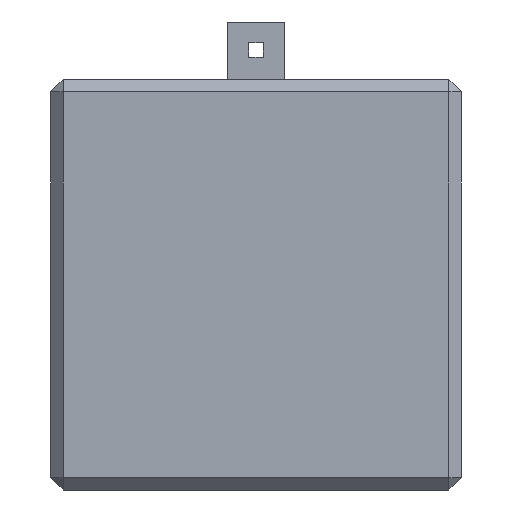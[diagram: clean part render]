
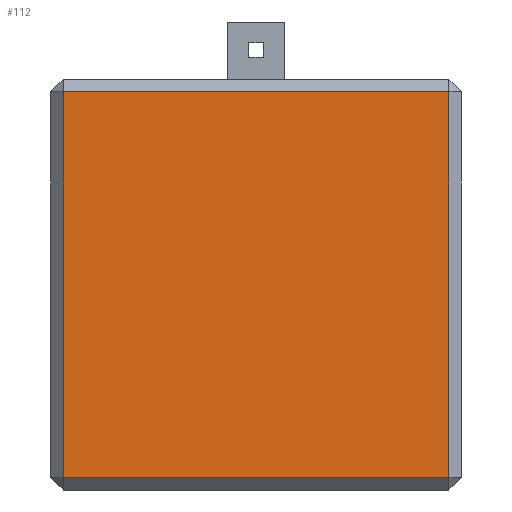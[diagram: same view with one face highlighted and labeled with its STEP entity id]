
A CAD part, left-side view. The second image highlights one B-rep face of the part: STEP entity #112.
In plain terms, the highlighted planar face has unit normal (-1, 0, 0).
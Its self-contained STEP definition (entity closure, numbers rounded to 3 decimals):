
#66 = DIRECTION ( 'NONE',  ( 0., 0., 1. ) ) ;
#80 = EDGE_CURVE ( 'NONE', #1381, #1329, #89, .T. ) ;
#86 = LINE ( 'NONE', #484, #1216 ) ;
#89 = LINE ( 'NONE', #465, #1746 ) ;
#112 = ADVANCED_FACE ( 'NONE', ( #1848 ), #1706, .F. ) ;
#118 = EDGE_LOOP ( 'NONE', ( #903, #2116, #1550, #1170 ) ) ;
#164 = CARTESIAN_POINT ( 'NONE',  ( 0., 1.5, 1.5 ) ) ;
#225 = DIRECTION ( 'NONE',  ( 0., 0., -1. ) ) ;
#382 = CARTESIAN_POINT ( 'NONE',  ( 0., 1.5, 48.5 ) ) ;
#465 = CARTESIAN_POINT ( 'NONE',  ( 0., 1.5, 50. ) ) ;
#484 = CARTESIAN_POINT ( 'NONE',  ( 0., 0., 48.5 ) ) ;
#626 = VERTEX_POINT ( 'NONE', #1395 ) ;
#634 = VERTEX_POINT ( 'NONE', #2093 ) ;
#827 = LINE ( 'NONE', #1475, #1716 ) ;
#903 = ORIENTED_EDGE ( 'NONE', *, *, #1709, .T. ) ;
#1139 = DIRECTION ( 'NONE',  ( 1., 0., 0. ) ) ;
#1170 = ORIENTED_EDGE ( 'NONE', *, *, #2239, .T. ) ;
#1216 = VECTOR ( 'NONE', #1551, 1000. ) ;
#1329 = VERTEX_POINT ( 'NONE', #382 ) ;
#1381 = VERTEX_POINT ( 'NONE', #164 ) ;
#1395 = CARTESIAN_POINT ( 'NONE',  ( 0., 48.5, 1.5 ) ) ;
#1452 = EDGE_CURVE ( 'NONE', #626, #1381, #2332, .T. ) ;
#1464 = DIRECTION ( 'NONE',  ( 0., 0., -1. ) ) ;
#1475 = CARTESIAN_POINT ( 'NONE',  ( 0., 48.5, 50. ) ) ;
#1550 = ORIENTED_EDGE ( 'NONE', *, *, #80, .T. ) ;
#1551 = DIRECTION ( 'NONE',  ( 0., 1., 0. ) ) ;
#1706 = PLANE ( 'NONE',  #2247 ) ;
#1709 = EDGE_CURVE ( 'NONE', #634, #626, #827, .T. ) ;
#1716 = VECTOR ( 'NONE', #1464, 1000. ) ;
#1746 = VECTOR ( 'NONE', #66, 1000. ) ;
#1848 = FACE_OUTER_BOUND ( 'NONE', #118, .T. ) ;
#1983 = DIRECTION ( 'NONE',  ( 0., -1., 0. ) ) ;
#2037 = CARTESIAN_POINT ( 'NONE',  ( 0., 0., 50. ) ) ;
#2093 = CARTESIAN_POINT ( 'NONE',  ( 0., 48.5, 48.5 ) ) ;
#2116 = ORIENTED_EDGE ( 'NONE', *, *, #1452, .T. ) ;
#2143 = CARTESIAN_POINT ( 'NONE',  ( 0., 0., 1.5 ) ) ;
#2234 = VECTOR ( 'NONE', #1983, 1000. ) ;
#2239 = EDGE_CURVE ( 'NONE', #1329, #634, #86, .T. ) ;
#2247 = AXIS2_PLACEMENT_3D ( 'NONE', #2037, #1139, #225 ) ;
#2332 = LINE ( 'NONE', #2143, #2234 ) ;
